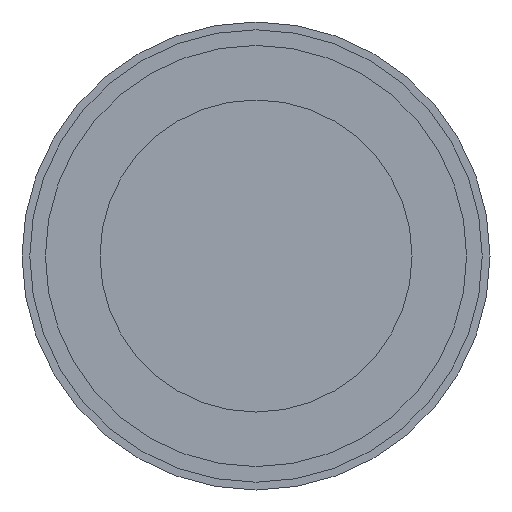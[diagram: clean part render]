
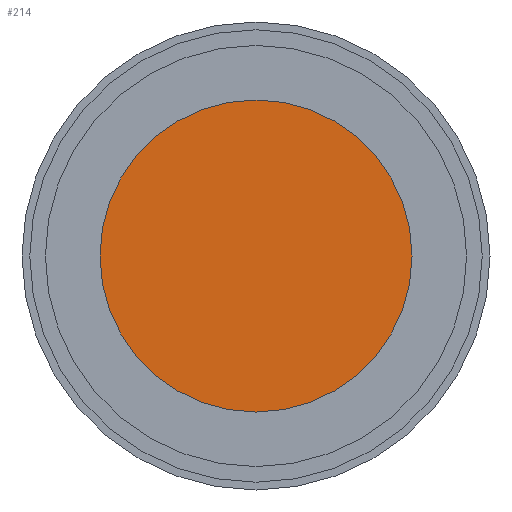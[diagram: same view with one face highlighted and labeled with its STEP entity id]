
A CAD part, front view. The second image highlights one B-rep face of the part: STEP entity #214.
In plain terms, the highlighted planar face has unit normal (0, -1, 0).
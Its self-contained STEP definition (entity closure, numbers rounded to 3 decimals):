
#9=CARTESIAN_POINT('',(0.,-50.,0.));
#10=DIRECTION('',(0.,1.,0.));
#11=DIRECTION('',(1.,0.,0.));
#12=AXIS2_PLACEMENT_3D('',#9,#10,#11);
#14=CARTESIAN_POINT('',(0.,-50.,0.));
#15=DIRECTION('',(0.,-1.,0.));
#16=DIRECTION('',(1.,0.,0.));
#17=AXIS2_PLACEMENT_3D('',#14,#15,#16);
#159=CARTESIAN_POINT('',(10.,-50.,0.));
#161=VERTEX_POINT('',#159);
#171=CARTESIAN_POINT('',(-10.,-50.,0.));
#173=VERTEX_POINT('',#171);
#203=CARTESIAN_POINT('',(0.,-50.,0.));
#204=DIRECTION('',(0.,-1.,0.));
#205=DIRECTION('',(-1.,0.,0.));
#206=AXIS2_PLACEMENT_3D('',#203,#204,#205);
#207=PLANE('',#206);
#209=ORIENTED_EDGE('',*,*,#208,.T.);
#211=ORIENTED_EDGE('',*,*,#210,.F.);
#212=EDGE_LOOP('',(#209,#211));
#213=FACE_OUTER_BOUND('',#212,.F.);
#214=ADVANCED_FACE('',(#213),#207,.T.);
#13=CIRCLE('',#12,10.);
#18=CIRCLE('',#17,10.);
#208=EDGE_CURVE('',#161,#173,#13,.T.);
#210=EDGE_CURVE('',#161,#173,#18,.T.);
